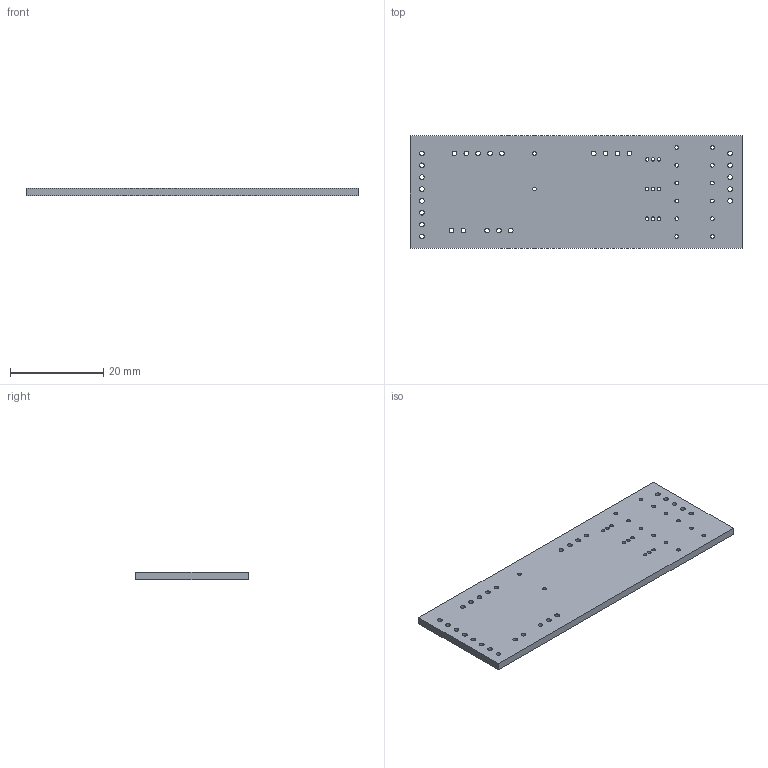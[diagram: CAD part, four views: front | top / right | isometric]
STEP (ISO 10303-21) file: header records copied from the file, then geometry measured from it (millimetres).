
FILE_DESCRIPTION(/* description */ ('STEP AP214'),/* implementation_level */ '2;1');
FILE_NAME(/* name */ '610ed9490bab8b7facec463f',/* time_stamp */ '2021-08-07T19:04:42+00:00',/* author */ (''),/* organization */ (''),/* preprocessor_version */ 'ST-DEVELOPER v18.1',/* originating_system */ ' ',/* authorisation */ ' ');
FILE_SCHEMA (('AUTOMOTIVE_DESIGN {1 0 10303 214 3 1 1}'));
Length unit declared in the file: metre
Products named in the file (1): COMPOUND
Bounding box: 71.12 x 24.13 x 1.6 mm (x, y, z)
Volume: 2694.3 mm3; surface area: 3898.6 mm2
Topology: 1 solids, 1 shells, 56 faces, 162 edges, 108 vertices
Faces by surface type: cylinder 50, plane 6
Full cylindrical faces by diameter (mm): 0.75 x9, 0.8 x14, 1 x27
Entity records: 1886 total; most frequent: DIRECTION 326, CARTESIAN_POINT 277, ORIENTED_EDGE 224, EDGE_LOOP 206, FACE_BOUND 206, AXIS2_PLACEMENT_3D 157, EDGE_CURVE 112, VERTEX_POINT 108
